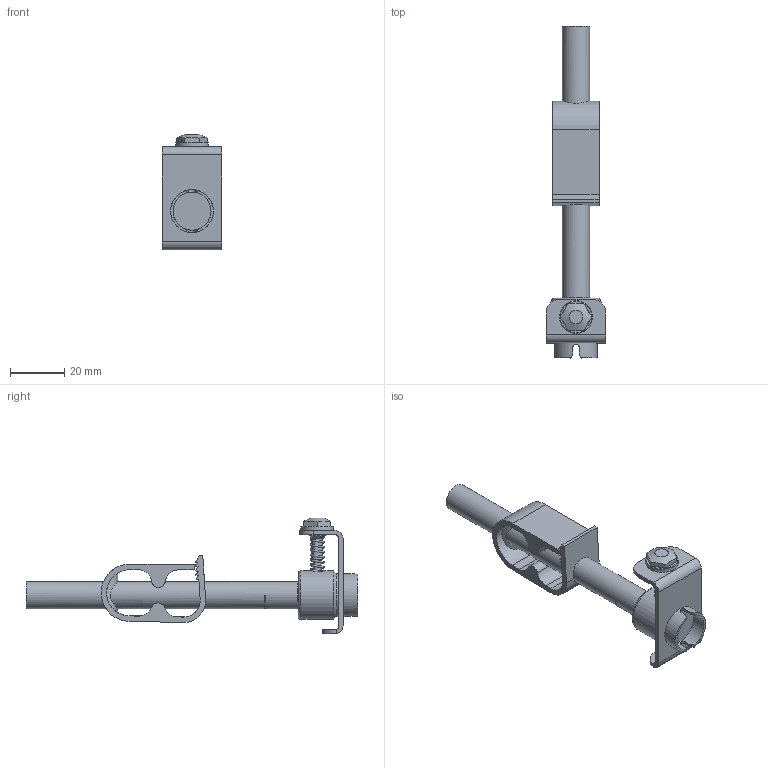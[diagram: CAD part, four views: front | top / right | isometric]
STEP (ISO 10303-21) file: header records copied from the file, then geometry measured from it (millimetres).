
FILE_DESCRIPTION(/* description */ (''),/* implementation_level */ '2;1');
FILE_NAME(/* name */ '150082.stp',/* time_stamp */ '2023-09-28T10:05:09+02:00',/* author */ ('mbs'),/* organization */ (''),/* preprocessor_version */ 'ST-DEVELOPER v18.1',/* originating_system */ 'Autodesk Inventor 2022',/* authorisation */ '');
FILE_SCHEMA (('AUTOMOTIVE_DESIGN { 1 0 10303 214 3 1 1 }'));
Length unit declared in the file: millimetre
Products named in the file (1): 150082
Bounding box: 22 x 122.11 x 42.6 mm (x, y, z)
Volume: 18469.6 mm3; surface area: 11273.9 mm2
Topology: 1 solids, 1 shells, 98 faces, 265 edges, 177 vertices
Faces by surface type: plane 56, cylinder 34, cone 4, torus 3, bspline 1
Full cylindrical faces by diameter (mm): 2.5 x1, 3.9 x1, 6 x1, 10 x3, 12 x1, 14 x1, 15.8 x2, 17.8 x1
Entity records: 4861 total; most frequent: CARTESIAN_POINT 2175, ORIENTED_EDGE 530, DIRECTION 509, EDGE_CURVE 265, AXIS2_PLACEMENT_3D 179, VERTEX_POINT 176, LINE 151, VECTOR 151
